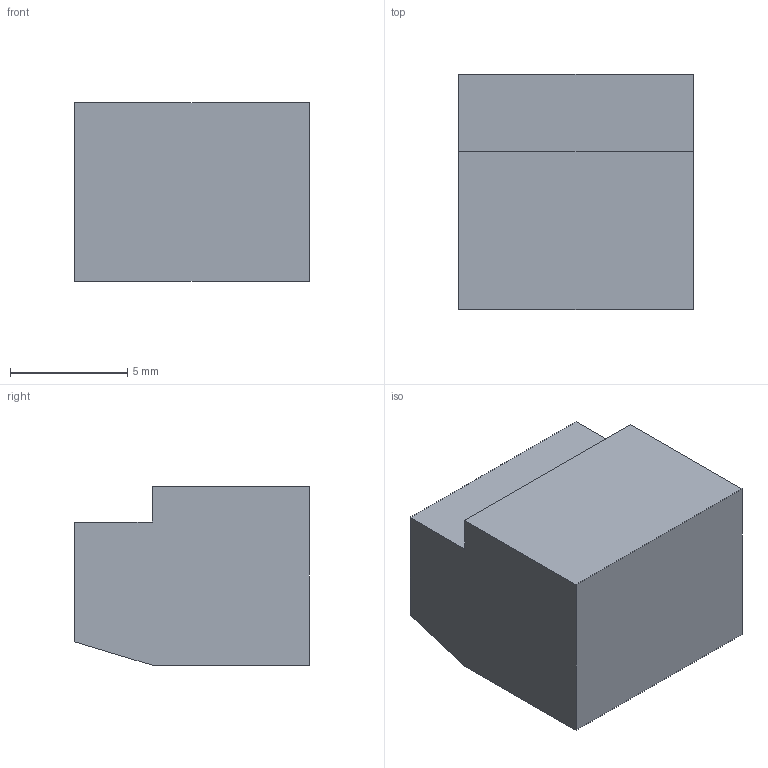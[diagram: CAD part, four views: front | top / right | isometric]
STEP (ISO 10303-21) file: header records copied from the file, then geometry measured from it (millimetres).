
FILE_DESCRIPTION(/* description */ (''),/* implementation_level */ '2;1');
FILE_NAME(/* name */ 'Screw_terminal_2x5.08 v2.step',/* time_stamp */ '2020-01-10T20:55:57+01:00',/* author */ (''),/* organization */ (''),/* preprocessor_version */ 'ST-DEVELOPER v18',/* originating_system */ 'Autodesk Translation Framework v8.12.0.6',/* authorisation */ '');
FILE_SCHEMA (('AUTOMOTIVE_DESIGN { 1 0 10303 214 3 1 1 }'));
Length unit declared in the file: millimetre
Products named in the file (1): Screw_terminal_2x5.08
Bounding box: 10 x 10 x 7.6 mm (x, y, z)
Volume: 618.3 mm3; surface area: 548.7 mm2
Topology: 1 solids, 1 shells, 23 faces, 51 edges, 34 vertices
Faces by surface type: plane 21, cylinder 2
Full cylindrical faces by diameter (mm): 4.2 x2
Entity records: 662 total; most frequent: CARTESIAN_POINT 109, DIRECTION 103, ORIENTED_EDGE 102, EDGE_CURVE 51, LINE 47, VECTOR 47, VERTEX_POINT 34, AXIS2_PLACEMENT_3D 28
